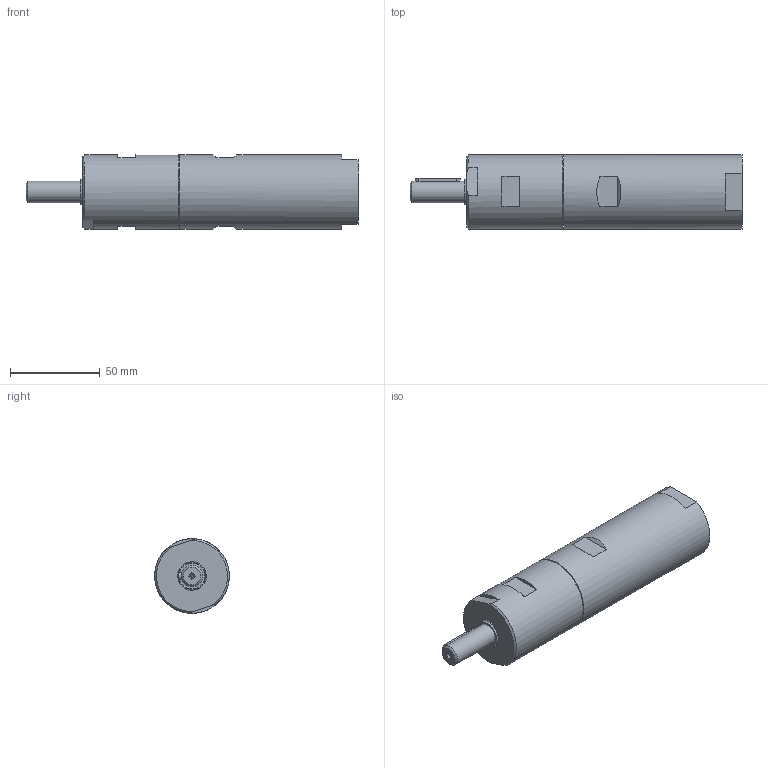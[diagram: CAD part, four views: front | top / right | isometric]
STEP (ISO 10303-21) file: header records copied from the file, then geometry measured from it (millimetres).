
FILE_DESCRIPTION((''),'2;1');
FILE_NAME('MRD 38-260_29925855.stp','2010-08-02T17:08:43',('basyouni'),(''),'Autodesk Inventor 2008','Autodesk Inventor 2008','');
FILE_SCHEMA(('CONFIG_CONTROL_DESIGN'));
Length unit declared in the file: millimetre
Products named in the file (1): MRD 38-260_29925855
Bounding box: 184.5 x 41.5 x 41.5 mm (x, y, z)
Volume: 205534 mm3; surface area: 25919.8 mm2
Topology: 1 solids, 1 shells, 53 faces, 113 edges, 75 vertices
Faces by surface type: plane 30, bspline 9, cylinder 8, cone 6
Full cylindrical faces by diameter (mm): 12 x1, 14.95 x1, 16 x1, 36 x1, 41.5 x2
Entity records: 1560 total; most frequent: CARTESIAN_POINT 389, DIRECTION 216, ORIENTED_EDGE 178, EDGE_CURVE 89, AXIS2_PLACEMENT_3D 88, EDGE_LOOP 82, VERTEX_POINT 67, FACE_OUTER_BOUND 53
